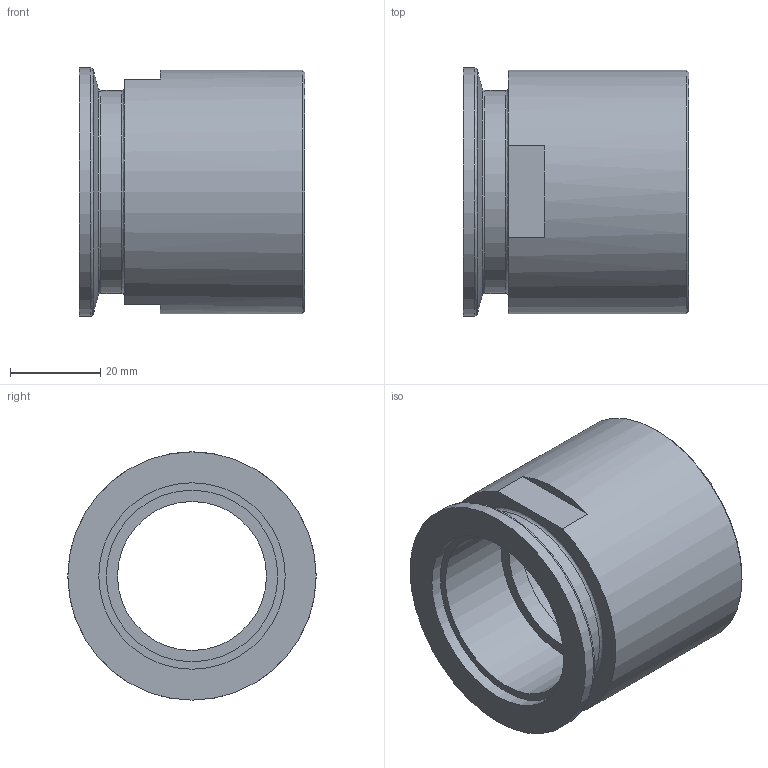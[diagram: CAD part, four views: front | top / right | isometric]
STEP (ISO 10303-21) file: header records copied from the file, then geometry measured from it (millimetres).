
FILE_DESCRIPTION (( 'STEP AP214' ), '1' );
FILE_NAME ('1KF40GF1.5-FULLVAC.STEP', '2024-12-11T09:51:20', ( '' ), ( '' ), 'SwSTEP 2.0', 'SolidWorks 2017', '' );
FILE_SCHEMA (( 'AUTOMOTIVE_DESIGN' ));
Length unit declared in the file: millimetre
Products named in the file (1): 1KF40GF1.5-FULLVAC
Bounding box: 50 x 55 x 55 mm (x, y, z)
Volume: 39384.7 mm3; surface area: 23621.7 mm2
Topology: 2 solids, 2 shells, 32 faces, 75 edges, 50 vertices
Faces by surface type: plane 12, cylinder 8, bspline 8, cone 4
Full cylindrical faces by diameter (mm): 33 x1, 38 x1, 41.3 x1, 45 x2, 49 x1, 54 x1, 55 x1
Entity records: 50240 total; most frequent: CARTESIAN_POINT 49603, DIRECTION 108, ORIENTED_EDGE 106, EDGE_LOOP 55, EDGE_CURVE 53, AXIS2_PLACEMENT_3D 50, VERTEX_POINT 44, FACE_OUTER_BOUND 43
